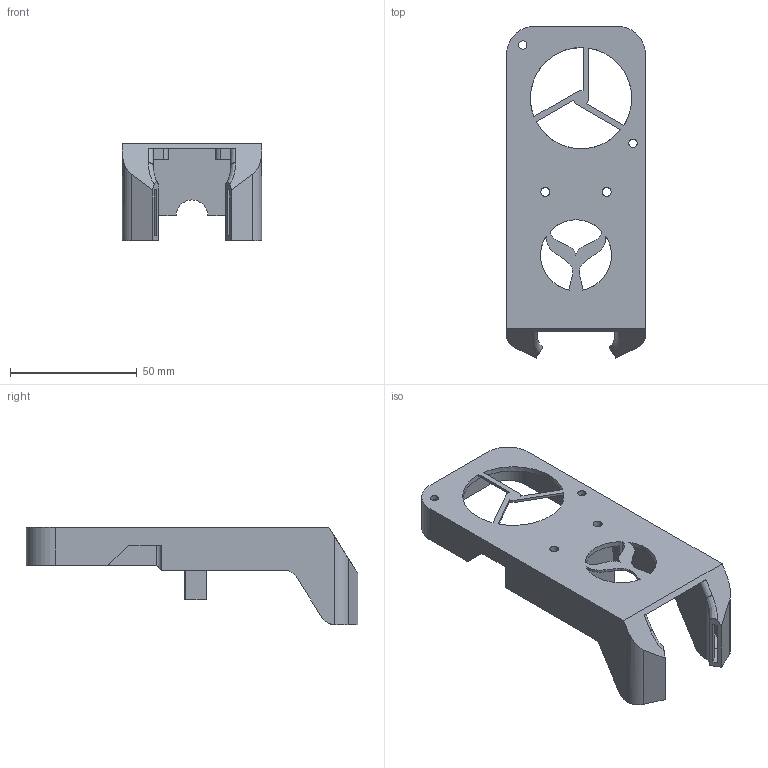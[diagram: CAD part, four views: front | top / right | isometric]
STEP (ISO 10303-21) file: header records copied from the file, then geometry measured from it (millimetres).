
FILE_DESCRIPTION (( 'STEP AP214' ), '1' );
FILE_NAME ('5015絳瑞諳.STEP', '2023-04-10T22:18:27', ( '' ), ( '' ), 'SwSTEP 2.0', 'SolidWorks 2020', '' );
FILE_SCHEMA (( 'AUTOMOTIVE_DESIGN' ));
Length unit declared in the file: millimetre
Products named in the file (1): 5015絳瑞諳
Bounding box: 55 x 131 x 38.35 mm (x, y, z)
Volume: 33814 mm3; surface area: 33673.6 mm2
Topology: 1 solids, 1 shells, 194 faces, 580 edges, 385 vertices
Faces by surface type: cylinder 97, plane 95, bspline 2
Entity records: 6786 total; most frequent: CARTESIAN_POINT 1368, ORIENTED_EDGE 1160, DIRECTION 1135, EDGE_CURVE 580, AXIS2_PLACEMENT_3D 392, VERTEX_POINT 385, VECTOR 351, LINE 351
